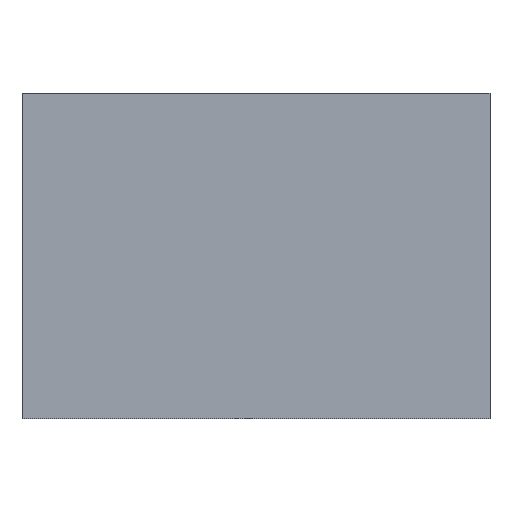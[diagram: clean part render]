
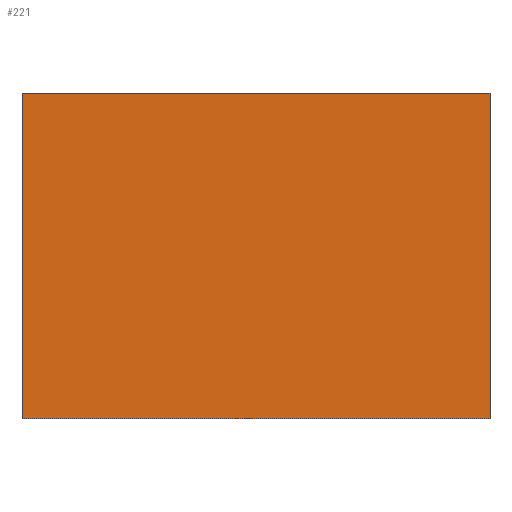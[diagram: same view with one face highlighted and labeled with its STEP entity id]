
A CAD part, front view. The second image highlights one B-rep face of the part: STEP entity #221.
In plain terms, the highlighted planar face has unit normal (0, -1, 0).
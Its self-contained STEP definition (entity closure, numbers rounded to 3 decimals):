
#50=FACE_OUTER_BOUND('',#71,.T.);
#71=EDGE_LOOP('',(#176,#177,#178,#179));
#92=LINE('',#355,#104);
#96=LINE('',#363,#108);
#99=LINE('',#369,#111);
#102=LINE('',#374,#114);
#104=VECTOR('',#279,33.2);
#108=VECTOR('',#285,47.7);
#111=VECTOR('',#290,33.2);
#114=VECTOR('',#295,47.7);
#116=VERTEX_POINT('',#353);
#117=VERTEX_POINT('',#354);
#120=VERTEX_POINT('',#362);
#122=VERTEX_POINT('',#368);
#134=EDGE_CURVE('',#116,#117,#92,.T.);
#138=EDGE_CURVE('',#120,#116,#96,.T.);
#141=EDGE_CURVE('',#122,#120,#99,.T.);
#144=EDGE_CURVE('',#117,#122,#102,.T.);
#176=ORIENTED_EDGE('',*,*,#144,.F.);
#177=ORIENTED_EDGE('',*,*,#134,.F.);
#178=ORIENTED_EDGE('',*,*,#138,.F.);
#179=ORIENTED_EDGE('',*,*,#141,.F.);
#205=PLANE('',#249);
#221=ADVANCED_FACE('',(#50),#205,.T.);
#249=AXIS2_PLACEMENT_3D('',#377,#299,#300);
#279=DIRECTION('',(0.,0.,1.));
#285=DIRECTION('',(-1.,0.,0.));
#290=DIRECTION('',(0.,0.,-1.));
#295=DIRECTION('',(1.,0.,0.));
#299=DIRECTION('center_axis',(0.,-1.,0.));
#300=DIRECTION('ref_axis',(0.,0.,-1.));
#353=CARTESIAN_POINT('',(0.,0.,-33.2));
#354=CARTESIAN_POINT('',(0.,0.,0.));
#355=CARTESIAN_POINT('',(0.,0.,-33.2));
#362=CARTESIAN_POINT('',(47.7,0.,-33.2));
#363=CARTESIAN_POINT('',(47.7,0.,-33.2));
#368=CARTESIAN_POINT('',(47.7,0.,0.));
#369=CARTESIAN_POINT('',(47.7,0.,0.));
#374=CARTESIAN_POINT('',(0.,0.,0.));
#377=CARTESIAN_POINT('Origin',(23.85,0.,-16.6));
